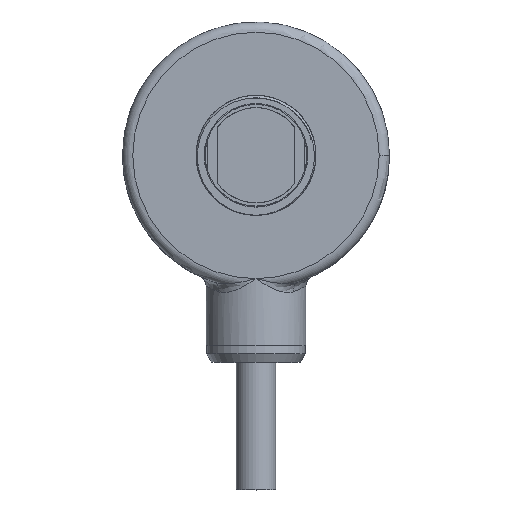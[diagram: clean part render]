
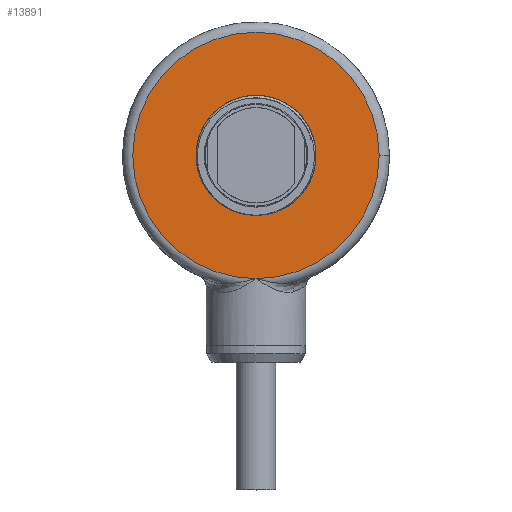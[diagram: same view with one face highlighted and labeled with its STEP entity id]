
A CAD part, top view. The second image highlights one B-rep face of the part: STEP entity #13891.
In plain terms, the highlighted planar face has unit normal (0, 0, 1).
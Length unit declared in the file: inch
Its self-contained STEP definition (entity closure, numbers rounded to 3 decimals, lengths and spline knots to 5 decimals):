
#1913=CARTESIAN_POINT('',(0.,1.122,0.295));
#1914=DIRECTION('',(0.,0.,1.));
#1915=DIRECTION('',(1.,0.,0.));
#1916=AXIS2_PLACEMENT_3D('',#1913,#1914,#1915);
#1918=CARTESIAN_POINT('',(0.,1.122,0.295));
#1919=DIRECTION('',(0.,0.,1.));
#1920=DIRECTION('',(0.,-1.,0.));
#1921=AXIS2_PLACEMENT_3D('',#1918,#1919,#1920);
#1933=CARTESIAN_POINT('',(0.,1.122,0.295));
#1934=DIRECTION('',(0.,0.,1.));
#1935=DIRECTION('',(0.,-1.,0.));
#1936=AXIS2_PLACEMENT_3D('',#1933,#1934,#1935);
#1938=CARTESIAN_POINT('',(0.,1.122,0.295));
#1939=DIRECTION('',(0.,0.,1.));
#1940=DIRECTION('',(0.,1.,0.));
#1941=AXIS2_PLACEMENT_3D('',#1938,#1939,#1940);
#10710=CARTESIAN_POINT('',(0.7275,1.122,0.295));
#10711=CARTESIAN_POINT('',(0.,0.3945,0.295));
#10712=VERTEX_POINT('',#10710);
#10713=VERTEX_POINT('',#10711);
#10890=CARTESIAN_POINT('',(0.,0.77075,0.295));
#10891=CARTESIAN_POINT('',(0.,1.47325,0.295));
#10892=VERTEX_POINT('',#10890);
#10893=VERTEX_POINT('',#10891);
#13876=CARTESIAN_POINT('',(0.,1.122,0.295));
#13877=DIRECTION('',(0.,0.,1.));
#13878=DIRECTION('',(1.,0.,0.));
#13879=AXIS2_PLACEMENT_3D('',#13876,#13877,#13878);
#13880=PLANE('',#13879);
#13881=ORIENTED_EDGE('',*,*,#13856,.F.);
#13882=ORIENTED_EDGE('',*,*,#13867,.F.);
#13883=EDGE_LOOP('',(#13881,#13882));
#13884=FACE_OUTER_BOUND('',#13883,.F.);
#13886=ORIENTED_EDGE('',*,*,#13885,.T.);
#13888=ORIENTED_EDGE('',*,*,#13887,.T.);
#13889=EDGE_LOOP('',(#13886,#13888));
#13890=FACE_BOUND('',#13889,.F.);
#13891=ADVANCED_FACE('',(#13884,#13890),#13880,.T.);
#1917=CIRCLE('',#1916,0.7275);
#1922=CIRCLE('',#1921,0.7275);
#1937=CIRCLE('',#1936,0.35125);
#1942=CIRCLE('',#1941,0.35125);
#13856=EDGE_CURVE('',#10712,#10713,#1917,.T.);
#13867=EDGE_CURVE('',#10713,#10712,#1922,.T.);
#13885=EDGE_CURVE('',#10892,#10893,#1937,.T.);
#13887=EDGE_CURVE('',#10893,#10892,#1942,.T.);
